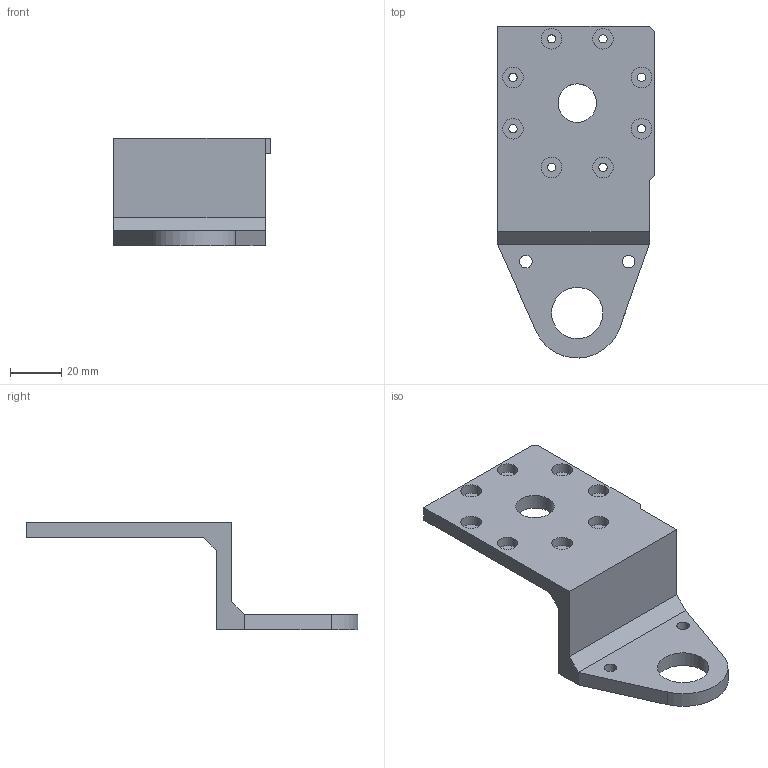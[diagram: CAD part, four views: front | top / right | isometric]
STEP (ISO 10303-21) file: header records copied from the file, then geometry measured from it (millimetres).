
FILE_DESCRIPTION(/* description */ (''),/* implementation_level */ '2;1');
FILE_NAME(/* name */ '30_cellSTORM_UC2_Sample_arm_ptycho.ipt.step',/* time_stamp */ '2022-11-29T08:14:39+01:00',/* author */ ('diederichbenedict'),/* organization */ (''),/* preprocessor_version */ 'ST-DEVELOPER v18.1',/* originating_system */ 'Autodesk Inventor 2022',/* authorisation */ '');
FILE_SCHEMA (('CONFIG_CONTROL_DESIGN','AUTOMOTIVE_DESIGN { 1 0 10303 214 3 1 1 }'));
Length unit declared in the file: millimetre
Products named in the file (1): cellSTORM_UC2_Sample_arm_ptycho
Bounding box: 61 x 129.11 x 42 mm (x, y, z)
Volume: 50743.3 mm3; surface area: 20881.4 mm2
Topology: 1 solids, 1 shells, 45 faces, 103 edges, 68 vertices
Faces by surface type: plane 24, cylinder 21
Full cylindrical faces by diameter (mm): 3.2 x8, 4.9 x2, 8 x8, 15 x1, 20 x1
Entity records: 1372 total; most frequent: DIRECTION 237, CARTESIAN_POINT 217, ORIENTED_EDGE 206, EDGE_CURVE 103, AXIS2_PLACEMENT_3D 88, EDGE_LOOP 77, VERTEX_POINT 68, LINE 61
